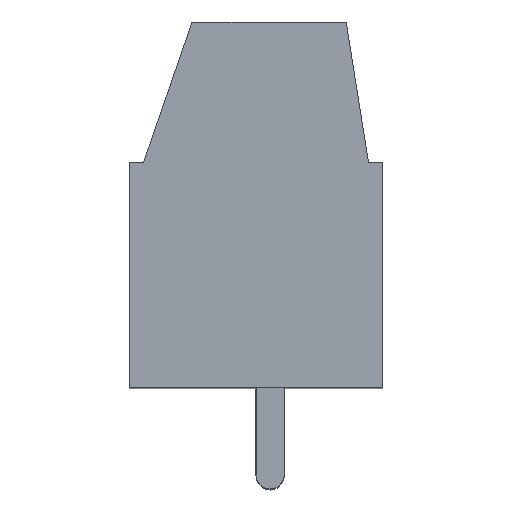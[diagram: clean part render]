
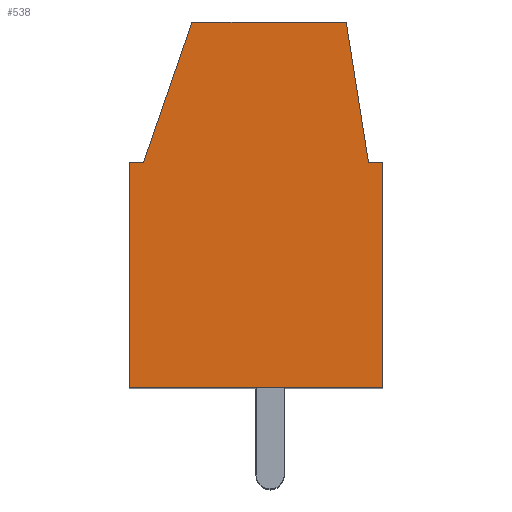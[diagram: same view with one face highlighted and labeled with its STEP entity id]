
A CAD part, top view. The second image highlights one B-rep face of the part: STEP entity #538.
In plain terms, the highlighted planar face has unit normal (0, 0, 1).
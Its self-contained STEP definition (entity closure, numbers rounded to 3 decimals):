
#538 = ADVANCED_FACE( '', ( #1263 ), #1264, .T. );
#1263 = FACE_OUTER_BOUND( '', #2206, .T. );
#1264 = PLANE( '', #2207 );
#2206 = EDGE_LOOP( '', ( #3633, #3634, #3635, #3636, #3637, #3638, #3639, #3640 ) );
#2207 = AXIS2_PLACEMENT_3D( '', #3641, #3642, #3643 );
#3633 = ORIENTED_EDGE( '', *, *, #6046, .F. );
#3634 = ORIENTED_EDGE( '', *, *, #6379, .T. );
#3635 = ORIENTED_EDGE( '', *, *, #6036, .F. );
#3636 = ORIENTED_EDGE( '', *, *, #6380, .F. );
#3637 = ORIENTED_EDGE( '', *, *, #6381, .T. );
#3638 = ORIENTED_EDGE( '', *, *, #6382, .T. );
#3639 = ORIENTED_EDGE( '', *, *, #6383, .F. );
#3640 = ORIENTED_EDGE( '', *, *, #6384, .T. );
#3641 = CARTESIAN_POINT( '', ( -78.426, -26.995, 0. ) );
#3642 = DIRECTION( '', ( 0., 0., 1. ) );
#3643 = DIRECTION( '', ( 1., 0., 0. ) );
#6036 = EDGE_CURVE( '', #7329, #7330, #7331, .T. );
#6046 = EDGE_CURVE( '', #7346, #7347, #7348, .T. );
#6379 = EDGE_CURVE( '', #7346, #7330, #7911, .T. );
#6380 = EDGE_CURVE( '', #7912, #7329, #7913, .T. );
#6381 = EDGE_CURVE( '', #7912, #7914, #7915, .T. );
#6382 = EDGE_CURVE( '', #7914, #7916, #7917, .T. );
#6383 = EDGE_CURVE( '', #7918, #7916, #7919, .T. );
#6384 = EDGE_CURVE( '', #7918, #7347, #7920, .T. );
#7329 = VERTEX_POINT( '', #9216 );
#7330 = VERTEX_POINT( '', #9217 );
#7331 = LINE( '', #9218, #9219 );
#7346 = VERTEX_POINT( '', #9241 );
#7347 = VERTEX_POINT( '', #9242 );
#7348 = LINE( '', #9243, #9244 );
#7911 = LINE( '', #10035, #10036 );
#7912 = VERTEX_POINT( '', #10037 );
#7913 = LINE( '', #10038, #10039 );
#7914 = VERTEX_POINT( '', #10040 );
#7915 = LINE( '', #10041, #10042 );
#7916 = VERTEX_POINT( '', #10043 );
#7917 = LINE( '', #10044, #10045 );
#7918 = VERTEX_POINT( '', #10046 );
#7919 = LINE( '', #10047, #10048 );
#7920 = LINE( '', #10049, #10050 );
#9216 = CARTESIAN_POINT( '', ( -9., 8., 0. ) );
#9217 = CARTESIAN_POINT( '', ( -8.5, 8., 0. ) );
#9218 = CARTESIAN_POINT( '', ( -9., 8., 0. ) );
#9219 = VECTOR( '', #11648, 1000. );
#9241 = CARTESIAN_POINT( '', ( -6.778, 13., 0. ) );
#9242 = CARTESIAN_POINT( '', ( -1.292, 13., 0. ) );
#9243 = CARTESIAN_POINT( '', ( -6.778, 13., 0. ) );
#9244 = VECTOR( '', #11656, 1000. );
#10035 = CARTESIAN_POINT( '', ( -6.778, 13., 0. ) );
#10036 = VECTOR( '', #12044, 1000. );
#10037 = CARTESIAN_POINT( '', ( -9., 0., 0. ) );
#10038 = CARTESIAN_POINT( '', ( -9., 0., 0. ) );
#10039 = VECTOR( '', #12045, 1000. );
#10040 = CARTESIAN_POINT( '', ( 0., 0., 0. ) );
#10041 = CARTESIAN_POINT( '', ( -9., 0., 0. ) );
#10042 = VECTOR( '', #12046, 1000. );
#10043 = CARTESIAN_POINT( '', ( 0., 8., 0. ) );
#10044 = CARTESIAN_POINT( '', ( 0., 0., 0. ) );
#10045 = VECTOR( '', #12047, 1000. );
#10046 = CARTESIAN_POINT( '', ( -0.5, 8., 0. ) );
#10047 = CARTESIAN_POINT( '', ( -0.5, 8., 0. ) );
#10048 = VECTOR( '', #12048, 1000. );
#10049 = CARTESIAN_POINT( '', ( -0.5, 8., 0. ) );
#10050 = VECTOR( '', #12049, 1000. );
#11648 = DIRECTION( '', ( 1., 0., 0. ) );
#11656 = DIRECTION( '', ( 1., 0., 0. ) );
#12044 = DIRECTION( '', ( -0.326, -0.946, 0. ) );
#12045 = DIRECTION( '', ( 0., 1., 0. ) );
#12046 = DIRECTION( '', ( 1., 0., 0. ) );
#12047 = DIRECTION( '', ( 0., 1., 0. ) );
#12048 = DIRECTION( '', ( 1., 0., 0. ) );
#12049 = DIRECTION( '', ( -0.156, 0.988, 0. ) );
